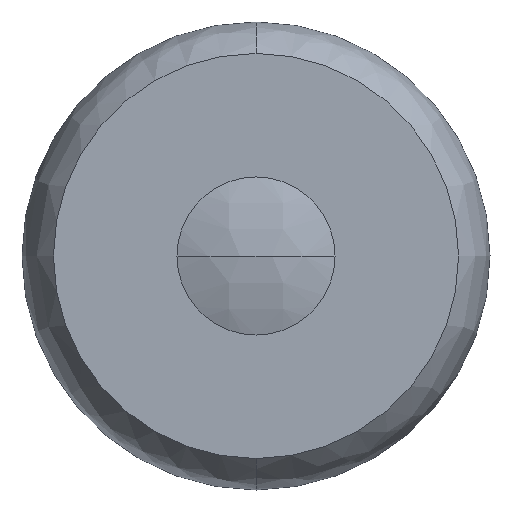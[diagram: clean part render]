
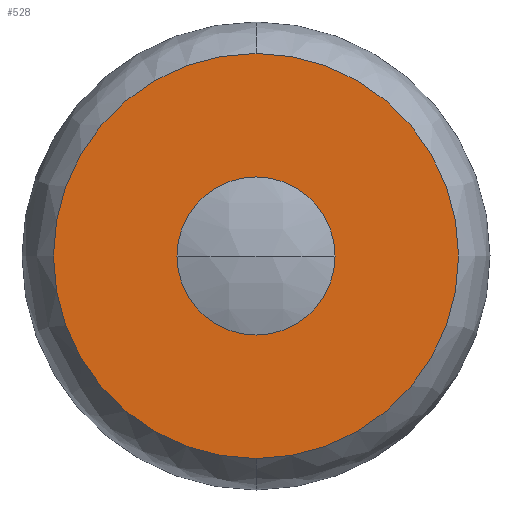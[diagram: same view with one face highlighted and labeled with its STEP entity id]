
A CAD part, front view. The second image highlights one B-rep face of the part: STEP entity #528.
In plain terms, the highlighted planar face has unit normal (0, -1, 0).
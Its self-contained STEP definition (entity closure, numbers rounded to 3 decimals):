
#415 = ORIENTED_EDGE ( 'NONE', *, *, #1633, .F. ) ;
#416 = ORIENTED_EDGE ( 'NONE', *, *, #1612, .F. ) ;
#417 = ORIENTED_EDGE ( 'NONE', *, *, #1623, .T. ) ;
#418 = ORIENTED_EDGE ( 'NONE', *, *, #1627, .T. ) ;
#528 = ADVANCED_FACE ( 'NONE', ( #1950, #1954 ), #1117, .T. ) ;
#725 = VERTEX_POINT ( 'NONE', #2735 ) ;
#726 = VERTEX_POINT ( 'NONE', #2736 ) ;
#735 = VERTEX_POINT ( 'NONE', #2745 ) ;
#736 = VERTEX_POINT ( 'NONE', #2746 ) ;
#1116 = CARTESIAN_POINT ( 'NONE',  ( -9.867, -3.5, 0. ) ) ;
#1117 = PLANE ( 'NONE',  #2244 ) ;
#1118 = DIRECTION ( 'NONE',  ( 0., -1., 0. ) ) ;
#1119 = DIRECTION ( 'NONE',  ( 0., 0., -1. ) ) ;
#1612 = EDGE_CURVE ( 'NONE', #725, #726, #3726, .T. ) ;
#1623 = EDGE_CURVE ( 'NONE', #736, #735, #3739, .T. ) ;
#1627 = EDGE_CURVE ( 'NONE', #735, #736, #3744, .T. ) ;
#1633 = EDGE_CURVE ( 'NONE', #726, #725, #3751, .T. ) ;
#1772 = EDGE_LOOP ( 'NONE', ( #417, #418 ) ) ;
#1950 = FACE_OUTER_BOUND ( 'NONE', #3875, .T. ) ;
#1954 = FACE_BOUND ( 'NONE', #1772, .T. ) ;
#2244 = AXIS2_PLACEMENT_3D ( 'NONE', #1116, #1118, #1119 ) ;
#2412 = AXIS2_PLACEMENT_3D ( 'NONE', #3165, #3166, #3167 ) ;
#2416 = AXIS2_PLACEMENT_3D ( 'NONE', #3194, #3208, #3209 ) ;
#2421 = AXIS2_PLACEMENT_3D ( 'NONE', #3197, #3198, #3199 ) ;
#2428 = AXIS2_PLACEMENT_3D ( 'NONE', #3225, #3227, #3228 ) ;
#2735 = CARTESIAN_POINT ( 'NONE',  ( 0., -3.5, -9.867 ) ) ;
#2736 = CARTESIAN_POINT ( 'NONE',  ( 0., -3.5, 9.867 ) ) ;
#2745 = CARTESIAN_POINT ( 'NONE',  ( -3.85, -3.5, 0. ) ) ;
#2746 = CARTESIAN_POINT ( 'NONE',  ( 3.85, -3.5, 0. ) ) ;
#3165 = CARTESIAN_POINT ( 'NONE',  ( 0., -3.5, 0. ) ) ;
#3166 = DIRECTION ( 'NONE',  ( 0., 1., 0. ) ) ;
#3167 = DIRECTION ( 'NONE',  ( 0., 0., 1. ) ) ;
#3194 = CARTESIAN_POINT ( 'NONE',  ( 0., -3.5, 0. ) ) ;
#3197 = CARTESIAN_POINT ( 'NONE',  ( 0., -3.5, 0. ) ) ;
#3198 = DIRECTION ( 'NONE',  ( 0., 1., 0. ) ) ;
#3199 = DIRECTION ( 'NONE',  ( 1., 0., 0. ) ) ;
#3208 = DIRECTION ( 'NONE',  ( 0., 1., 0. ) ) ;
#3209 = DIRECTION ( 'NONE',  ( 1., 0., 0. ) ) ;
#3225 = CARTESIAN_POINT ( 'NONE',  ( 0., -3.5, 0. ) ) ;
#3227 = DIRECTION ( 'NONE',  ( 0., 1., 0. ) ) ;
#3228 = DIRECTION ( 'NONE',  ( 0., 0., 1. ) ) ;
#3726 = CIRCLE ( 'NONE', #2412, 9.867 ) ;
#3739 = CIRCLE ( 'NONE', #2421, 3.85 ) ;
#3744 = CIRCLE ( 'NONE', #2416, 3.85 ) ;
#3751 = CIRCLE ( 'NONE', #2428, 9.867 ) ;
#3875 = EDGE_LOOP ( 'NONE', ( #415, #416 ) ) ;
